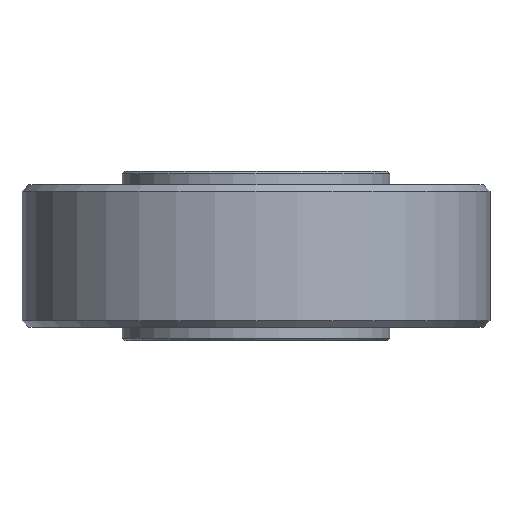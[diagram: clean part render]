
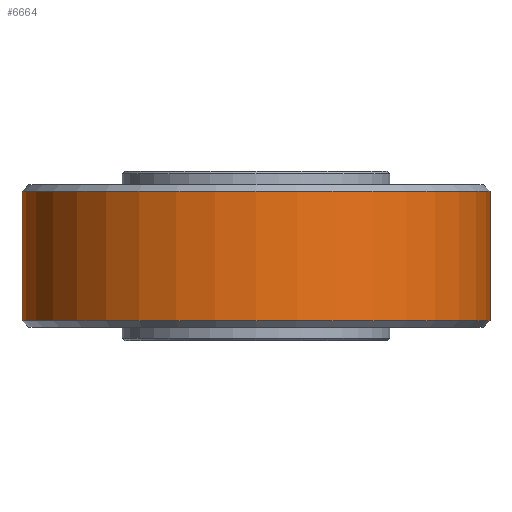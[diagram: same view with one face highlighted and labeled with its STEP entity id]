
A CAD part, front view. The second image highlights one B-rep face of the part: STEP entity #6664.
In plain terms, the highlighted cylindrical face has radius 52.5 mm (diameter 105 mm), a partial arc.
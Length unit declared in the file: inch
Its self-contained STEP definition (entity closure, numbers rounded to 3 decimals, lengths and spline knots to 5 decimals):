
#2147 = DIRECTION ( 'NONE',  ( 0., 0., -1. ) ) ;
#3291 = FACE_OUTER_BOUND ( 'NONE', #12348, .T. ) ;
#3465 = DIRECTION ( 'NONE',  ( 1., 0., 0. ) ) ;
#3686 = CARTESIAN_POINT ( 'NONE',  ( 1.07209, 0.42208, 0.80908 ) ) ;
#3737 = LINE ( 'NONE', #8802, #9562 ) ;
#4640 = VERTEX_POINT ( 'NONE', #8486 ) ;
#4642 = EDGE_CURVE ( 'NONE', #6978, #7171, #14919, .T. ) ;
#4870 = LINE ( 'NONE', #9981, #9100 ) ;
#4973 = EDGE_CURVE ( 'NONE', #4640, #7171, #3737, .T. ) ;
#6133 = CIRCLE ( 'NONE', #15512, 2.06693 ) ;
#6161 = EDGE_CURVE ( 'NONE', #15566, #6978, #4870, .T. ) ;
#6258 = CARTESIAN_POINT ( 'NONE',  ( -0.99484, 0.42208, -0.33265 ) ) ;
#6664 = ADVANCED_FACE ( 'NONE', ( #3291 ), #8380, .T. ) ;
#6978 = VERTEX_POINT ( 'NONE', #3686 ) ;
#7171 = VERTEX_POINT ( 'NONE', #11189 ) ;
#7209 = DIRECTION ( 'NONE',  ( -1., 0., 0. ) ) ;
#7658 = AXIS2_PLACEMENT_3D ( 'NONE', #13588, #2147, #7209 ) ;
#8289 = ORIENTED_EDGE ( 'NONE', *, *, #4642, .T. ) ;
#8380 = CYLINDRICAL_SURFACE ( 'NONE', #8616, 2.06693 ) ;
#8486 = CARTESIAN_POINT ( 'NONE',  ( -3.06177, 0.42208, -0.33265 ) ) ;
#8616 = AXIS2_PLACEMENT_3D ( 'NONE', #9810, #14927, #3465 ) ;
#8802 = CARTESIAN_POINT ( 'NONE',  ( -3.06177, 0.42208, 0.86814 ) ) ;
#9100 = VECTOR ( 'NONE', #15116, 39.37008 ) ;
#9282 = ORIENTED_EDGE ( 'NONE', *, *, #6161, .T. ) ;
#9545 = ORIENTED_EDGE ( 'NONE', *, *, #13591, .T. ) ;
#9562 = VECTOR ( 'NONE', #13939, 39.37008 ) ;
#9810 = CARTESIAN_POINT ( 'NONE',  ( -0.99484, 0.42208, 0.86814 ) ) ;
#9981 = CARTESIAN_POINT ( 'NONE',  ( 1.07209, 0.42208, 0.86814 ) ) ;
#10441 = ORIENTED_EDGE ( 'NONE', *, *, #4973, .F. ) ;
#11189 = CARTESIAN_POINT ( 'NONE',  ( -3.06177, 0.42208, 0.80908 ) ) ;
#11366 = DIRECTION ( 'NONE',  ( 0., 0., 1. ) ) ;
#12348 = EDGE_LOOP ( 'NONE', ( #10441, #9545, #9282, #8289 ) ) ;
#12691 = CARTESIAN_POINT ( 'NONE',  ( 1.07209, 0.42208, -0.33265 ) ) ;
#13588 = CARTESIAN_POINT ( 'NONE',  ( -0.99484, 0.42208, 0.80908 ) ) ;
#13591 = EDGE_CURVE ( 'NONE', #4640, #15566, #6133, .T. ) ;
#13939 = DIRECTION ( 'NONE',  ( 0., 0., 1. ) ) ;
#14919 = CIRCLE ( 'NONE', #7658, 2.06693 ) ;
#14927 = DIRECTION ( 'NONE',  ( 0., 0., 1. ) ) ;
#15116 = DIRECTION ( 'NONE',  ( 0., 0., 1. ) ) ;
#15512 = AXIS2_PLACEMENT_3D ( 'NONE', #6258, #11366, #16504 ) ;
#15566 = VERTEX_POINT ( 'NONE', #12691 ) ;
#16504 = DIRECTION ( 'NONE',  ( 1., 0., 0. ) ) ;
